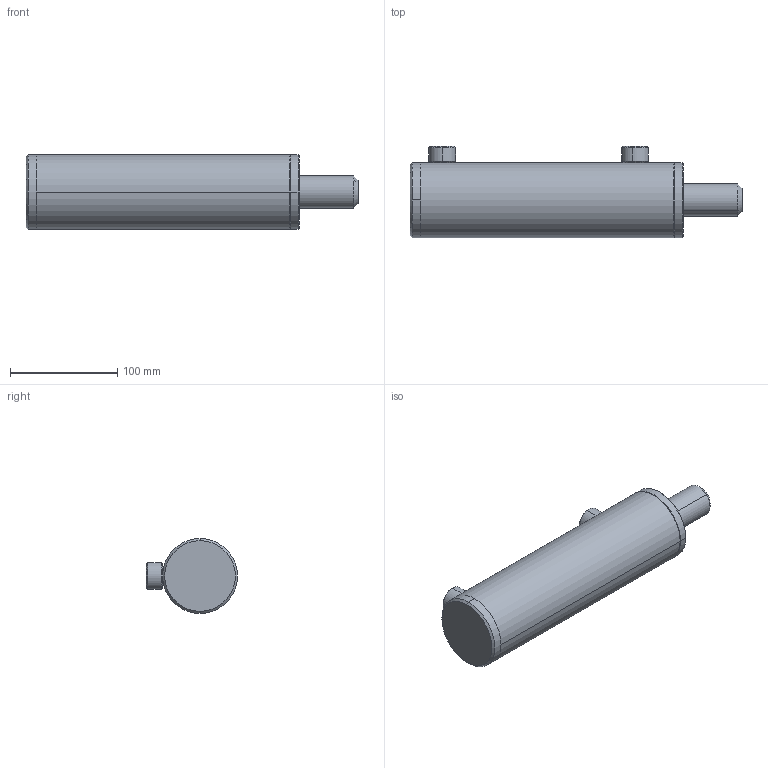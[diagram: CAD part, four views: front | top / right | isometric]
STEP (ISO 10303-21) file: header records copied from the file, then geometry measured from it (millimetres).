
FILE_DESCRIPTION (( 'STEP AP203' ), '1' );
FILE_NAME ('703-150NU.STEP', '2014-12-15T07:22:04', ( '' ), ( '' ), 'SwSTEP 2.0', 'SolidWorks 2015', '' );
FILE_SCHEMA (( 'CONFIG_CONTROL_DESIGN' ));
Length unit declared in the file: millimetre
Products named in the file (7): Boden^703-150NU; 703-150NU; Rohr^703-150NU; AL38; Stange^703-150NU; D703^703-150NU; P703^703-150NU
Assembly tree (7 placements, depth 2):
  703-150NU
    Rohr^703-150NU
    Stange^703-150NU
    AL38  x2
    D703^703-150NU
    P703^703-150NU
    Boden^703-150NU
Bounding box: 310 x 85 x 70 mm (x, y, z)
Volume: 675924.6 mm3; surface area: 176425 mm2
Topology: 7 solids, 7 shells, 87 faces, 186 edges, 114 vertices
Faces by surface type: cylinder 38, cone 28, plane 19, torus 2
Entity records: 3037 total; most frequent: CARTESIAN_POINT 611, DIRECTION 392, ORIENTED_EDGE 316, AXIS2_PLACEMENT_3D 167, EDGE_CURVE 158, VERTEX_POINT 98, EDGE_LOOP 86, CIRCLE 84
